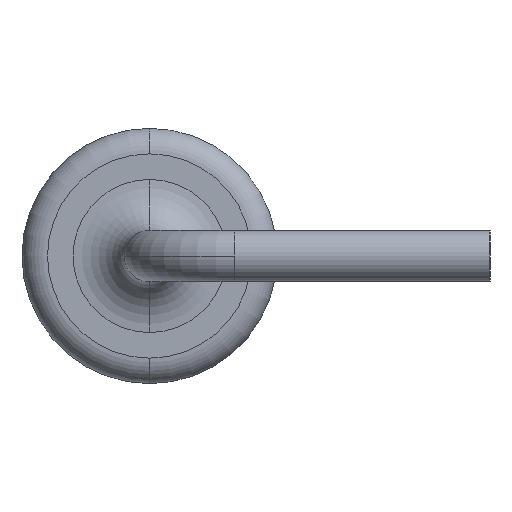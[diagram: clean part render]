
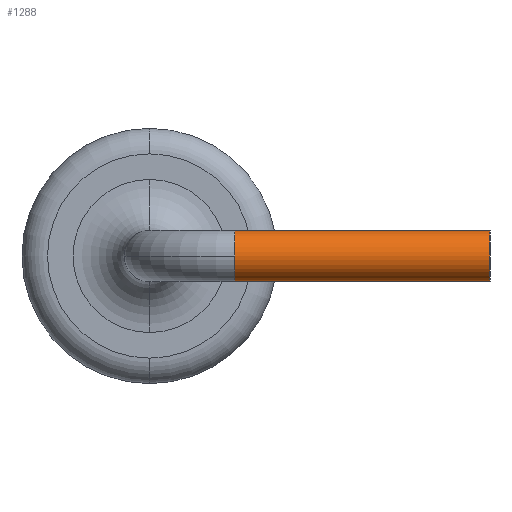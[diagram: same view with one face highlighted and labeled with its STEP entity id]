
A CAD part, left-side view. The second image highlights one B-rep face of the part: STEP entity #1288.
In plain terms, the highlighted cylindrical face has radius 0.3 mm (diameter 0.6 mm), a partial arc.
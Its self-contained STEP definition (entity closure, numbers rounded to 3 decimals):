
#19 = EDGE_CURVE ( 'NONE', #298, #1074, #587, .T. ) ;
#20 = DIRECTION ( 'NONE',  ( 0., 1., 0. ) ) ;
#70 = VERTEX_POINT ( 'NONE', #273 ) ;
#77 = EDGE_CURVE ( 'NONE', #783, #70, #1492, .T. ) ;
#112 = AXIS2_PLACEMENT_3D ( 'NONE', #1196, #583, #1072 ) ;
#127 = DIRECTION ( 'NONE',  ( 0., 0., -1. ) ) ;
#188 = CYLINDRICAL_SURFACE ( 'NONE', #112, 0.3 ) ;
#191 = AXIS2_PLACEMENT_3D ( 'NONE', #1386, #20, #1119 ) ;
#214 = VERTEX_POINT ( 'NONE', #1118 ) ;
#240 = CARTESIAN_POINT ( 'NONE',  ( -6.25, -1., 0.3 ) ) ;
#242 = EDGE_CURVE ( 'NONE', #70, #214, #819, .T. ) ;
#273 = CARTESIAN_POINT ( 'NONE',  ( -6.25, -1., -0.3 ) ) ;
#298 = VERTEX_POINT ( 'NONE', #836 ) ;
#310 = ORIENTED_EDGE ( 'NONE', *, *, #77, .F. ) ;
#404 = VECTOR ( 'NONE', #1430, 1000. ) ;
#540 = CARTESIAN_POINT ( 'NONE',  ( -6.25, -4., -0.3 ) ) ;
#583 = DIRECTION ( 'NONE',  ( 0., 1., 0. ) ) ;
#587 = LINE ( 'NONE', #715, #404 ) ;
#612 = ORIENTED_EDGE ( 'NONE', *, *, #815, .F. ) ;
#654 = EDGE_CURVE ( 'NONE', #783, #298, #1125, .T. ) ;
#674 = CARTESIAN_POINT ( 'NONE',  ( -6.25, -1., 0. ) ) ;
#715 = CARTESIAN_POINT ( 'NONE',  ( -6.25, -4., 0.3 ) ) ;
#768 = DIRECTION ( 'NONE',  ( 0., 1., 0. ) ) ;
#783 = VERTEX_POINT ( 'NONE', #540 ) ;
#815 = EDGE_CURVE ( 'NONE', #214, #1074, #1255, .T. ) ;
#819 = CIRCLE ( 'NONE', #833, 0.3 ) ;
#833 = AXIS2_PLACEMENT_3D ( 'NONE', #1595, #1266, #127 ) ;
#836 = CARTESIAN_POINT ( 'NONE',  ( -6.25, -4., 0.3 ) ) ;
#881 = AXIS2_PLACEMENT_3D ( 'NONE', #674, #1188, #1061 ) ;
#992 = ORIENTED_EDGE ( 'NONE', *, *, #19, .T. ) ;
#1012 = ORIENTED_EDGE ( 'NONE', *, *, #242, .F. ) ;
#1014 = CARTESIAN_POINT ( 'NONE',  ( -6.25, -4., -0.3 ) ) ;
#1057 = VECTOR ( 'NONE', #768, 1000. ) ;
#1061 = DIRECTION ( 'NONE',  ( 0., 0., -1. ) ) ;
#1072 = DIRECTION ( 'NONE',  ( 0., 0., 1. ) ) ;
#1074 = VERTEX_POINT ( 'NONE', #240 ) ;
#1118 = CARTESIAN_POINT ( 'NONE',  ( -6.55, -1., 0. ) ) ;
#1119 = DIRECTION ( 'NONE',  ( 0., 0., -1. ) ) ;
#1125 = CIRCLE ( 'NONE', #191, 0.3 ) ;
#1188 = DIRECTION ( 'NONE',  ( 0., 1., 0. ) ) ;
#1196 = CARTESIAN_POINT ( 'NONE',  ( -6.25, -4., 0. ) ) ;
#1255 = CIRCLE ( 'NONE', #881, 0.3 ) ;
#1266 = DIRECTION ( 'NONE',  ( 0., 1., 0. ) ) ;
#1285 = FACE_OUTER_BOUND ( 'NONE', #1336, .T. ) ;
#1288 = ADVANCED_FACE ( 'NONE', ( #1285 ), #188, .T. ) ;
#1336 = EDGE_LOOP ( 'NONE', ( #310, #1532, #992, #612, #1012 ) ) ;
#1386 = CARTESIAN_POINT ( 'NONE',  ( -6.25, -4., 0. ) ) ;
#1430 = DIRECTION ( 'NONE',  ( 0., 1., 0. ) ) ;
#1492 = LINE ( 'NONE', #1014, #1057 ) ;
#1532 = ORIENTED_EDGE ( 'NONE', *, *, #654, .T. ) ;
#1595 = CARTESIAN_POINT ( 'NONE',  ( -6.25, -1., 0. ) ) ;
